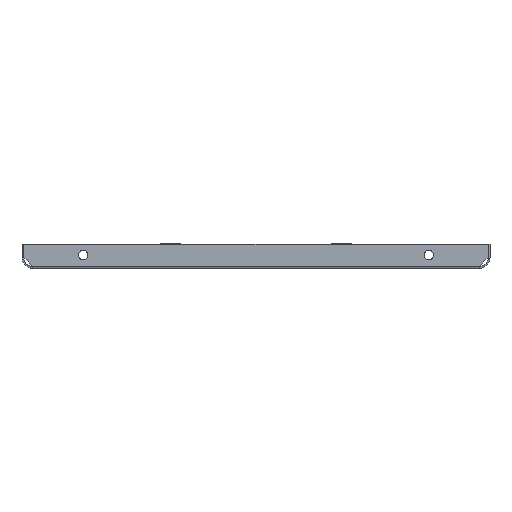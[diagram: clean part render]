
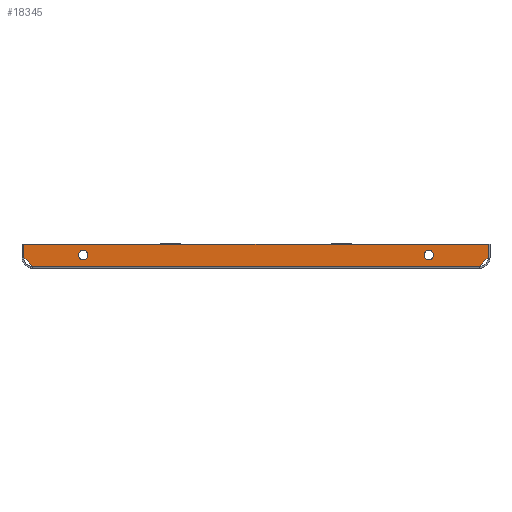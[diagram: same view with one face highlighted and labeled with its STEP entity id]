
A CAD part, front view. The second image highlights one B-rep face of the part: STEP entity #18345.
In plain terms, the highlighted planar face has unit normal (0, -1, 0).
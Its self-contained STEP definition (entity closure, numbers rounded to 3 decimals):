
#2322 = FACE_BOUND ( 'NONE', #27567, .T. ) ;
#2324 = FACE_BOUND ( 'NONE', #27565, .T. ) ;
#2329 = FACE_OUTER_BOUND ( 'NONE', #27560, .T. ) ;
#4586 = VECTOR ( 'NONE', #12991, 1000. ) ;
#4587 = LINE ( 'NONE', #12992, #4586 ) ;
#4599 = LINE ( 'NONE', #13002, #4602 ) ;
#4602 = VECTOR ( 'NONE', #12999, 1000. ) ;
#4618 = VECTOR ( 'NONE', #13084, 1000. ) ;
#4620 = LINE ( 'NONE', #13085, #4618 ) ;
#4797 = VECTOR ( 'NONE', #20336, 1000. ) ;
#4798 = LINE ( 'NONE', #20342, #4797 ) ;
#4809 = VECTOR ( 'NONE', #20364, 1000. ) ;
#4813 = LINE ( 'NONE', #20376, #4809 ) ;
#4818 = VECTOR ( 'NONE', #20374, 1000. ) ;
#4825 = LINE ( 'NONE', #20375, #4818 ) ;
#4862 = CIRCLE ( 'NONE', #15869, 4. ) ;
#4970 = VERTEX_POINT ( 'NONE', #9097 ) ;
#4978 = EDGE_CURVE ( 'NONE', #16714, #9338, #13449, .T. ) ;
#4979 = EDGE_CURVE ( 'NONE', #9557, #4970, #13448, .T. ) ;
#5050 = EDGE_CURVE ( 'NONE', #4970, #9557, #13402, .T. ) ;
#5269 = EDGE_CURVE ( 'NONE', #9338, #16714, #4862, .T. ) ;
#5382 = EDGE_CURVE ( 'NONE', #9571, #8330, #4825, .T. ) ;
#5386 = EDGE_CURVE ( 'NONE', #9548, #9556, #4813, .T. ) ;
#5394 = EDGE_CURVE ( 'NONE', #9548, #9562, #4798, .T. ) ;
#5644 = EDGE_CURVE ( 'NONE', #9571, #9584, #4620, .T. ) ;
#5665 = EDGE_CURVE ( 'NONE', #8330, #9562, #4599, .T. ) ;
#5668 = EDGE_CURVE ( 'NONE', #9584, #9556, #4587, .T. ) ;
#6010 = AXIS2_PLACEMENT_3D ( 'NONE', #7249, #7239, #7236 ) ;
#7236 = DIRECTION ( 'NONE',  ( 0., 0., 1. ) ) ;
#7239 = DIRECTION ( 'NONE',  ( 0., 1., 0. ) ) ;
#7240 = PLANE ( 'NONE',  #6010 ) ;
#7249 = CARTESIAN_POINT ( 'NONE',  ( -195.5, -777.5, 20. ) ) ;
#8330 = VERTEX_POINT ( 'NONE', #12916 ) ;
#8688 = DIRECTION ( 'NONE',  ( 0., 0., 1. ) ) ;
#8689 = DIRECTION ( 'NONE',  ( 0., -1., 0. ) ) ;
#8694 = CARTESIAN_POINT ( 'NONE',  ( -145.5, -777.5, 11. ) ) ;
#9062 = DIRECTION ( 'NONE',  ( 0., 0., 1. ) ) ;
#9063 = DIRECTION ( 'NONE',  ( 0., -1., 0. ) ) ;
#9065 = CARTESIAN_POINT ( 'NONE',  ( -145.5, -777.5, 11. ) ) ;
#9066 = DIRECTION ( 'NONE',  ( 0., 0., 1. ) ) ;
#9067 = DIRECTION ( 'NONE',  ( 0., 1., 0. ) ) ;
#9085 = CARTESIAN_POINT ( 'NONE',  ( 145.5, -777.5, 11. ) ) ;
#9097 = CARTESIAN_POINT ( 'NONE',  ( -145.5, -777.5, 15. ) ) ;
#9338 = VERTEX_POINT ( 'NONE', #12625 ) ;
#9548 = VERTEX_POINT ( 'NONE', #12404 ) ;
#9556 = VERTEX_POINT ( 'NONE', #12396 ) ;
#9557 = VERTEX_POINT ( 'NONE', #12395 ) ;
#9562 = VERTEX_POINT ( 'NONE', #12390 ) ;
#9571 = VERTEX_POINT ( 'NONE', #12382 ) ;
#9584 = VERTEX_POINT ( 'NONE', #12367 ) ;
#10940 = CARTESIAN_POINT ( 'NONE',  ( 145.5, -777.5, 15. ) ) ;
#12367 = CARTESIAN_POINT ( 'NONE',  ( 188.016, -777.5, 1.51 ) ) ;
#12382 = CARTESIAN_POINT ( 'NONE',  ( 195.4, -777.5, 8.9 ) ) ;
#12390 = CARTESIAN_POINT ( 'NONE',  ( -195.4, -777.5, 20. ) ) ;
#12395 = CARTESIAN_POINT ( 'NONE',  ( -145.5, -777.5, 7. ) ) ;
#12396 = CARTESIAN_POINT ( 'NONE',  ( -188.016, -777.5, 1.51 ) ) ;
#12404 = CARTESIAN_POINT ( 'NONE',  ( -195.4, -777.5, 8.9 ) ) ;
#12625 = CARTESIAN_POINT ( 'NONE',  ( 145.5, -777.5, 7. ) ) ;
#12916 = CARTESIAN_POINT ( 'NONE',  ( 195.4, -777.5, 20. ) ) ;
#12991 = DIRECTION ( 'NONE',  ( -1., 0., 0. ) ) ;
#12992 = CARTESIAN_POINT ( 'NONE',  ( -195.5, -777.5, 1.51 ) ) ;
#12999 = DIRECTION ( 'NONE',  ( -1., 0., 0. ) ) ;
#13002 = CARTESIAN_POINT ( 'NONE',  ( -195.5, -777.5, 20. ) ) ;
#13084 = DIRECTION ( 'NONE',  ( -0.707, 0., -0.707 ) ) ;
#13085 = CARTESIAN_POINT ( 'NONE',  ( 5.649, -777.5, -180.996 ) ) ;
#13402 = CIRCLE ( 'NONE', #15894, 4. ) ;
#13448 = CIRCLE ( 'NONE', #15911, 4. ) ;
#13449 = CIRCLE ( 'NONE', #15912, 4. ) ;
#15869 = AXIS2_PLACEMENT_3D ( 'NONE', #23608, #23594, #23592 ) ;
#15894 = AXIS2_PLACEMENT_3D ( 'NONE', #8694, #8689, #8688 ) ;
#15911 = AXIS2_PLACEMENT_3D ( 'NONE', #9065, #9063, #9062 ) ;
#15912 = AXIS2_PLACEMENT_3D ( 'NONE', #9085, #9067, #9066 ) ;
#16714 = VERTEX_POINT ( 'NONE', #10940 ) ;
#18345 = ADVANCED_FACE ( 'NONE', ( #2329, #2324, #2322 ), #7240, .F. ) ;
#20336 = DIRECTION ( 'NONE',  ( 0., 0., 1. ) ) ;
#20342 = CARTESIAN_POINT ( 'NONE',  ( -195.4, -777.5, 1.51 ) ) ;
#20364 = DIRECTION ( 'NONE',  ( 0.707, 0., -0.707 ) ) ;
#20374 = DIRECTION ( 'NONE',  ( 0., 0., 1. ) ) ;
#20375 = CARTESIAN_POINT ( 'NONE',  ( 195.4, -777.5, 1.51 ) ) ;
#20376 = CARTESIAN_POINT ( 'NONE',  ( -201., -777.5, 14.504 ) ) ;
#20717 = ORIENTED_EDGE ( 'NONE', *, *, #5386, .T. ) ;
#20720 = ORIENTED_EDGE ( 'NONE', *, *, #5644, .F. ) ;
#20724 = ORIENTED_EDGE ( 'NONE', *, *, #5668, .F. ) ;
#20735 = ORIENTED_EDGE ( 'NONE', *, *, #5394, .F. ) ;
#20737 = ORIENTED_EDGE ( 'NONE', *, *, #5050, .F. ) ;
#20741 = ORIENTED_EDGE ( 'NONE', *, *, #4979, .F. ) ;
#20745 = ORIENTED_EDGE ( 'NONE', *, *, #5665, .T. ) ;
#20751 = ORIENTED_EDGE ( 'NONE', *, *, #5269, .T. ) ;
#20760 = ORIENTED_EDGE ( 'NONE', *, *, #4978, .T. ) ;
#20762 = ORIENTED_EDGE ( 'NONE', *, *, #5382, .T. ) ;
#23592 = DIRECTION ( 'NONE',  ( 0., 0., 1. ) ) ;
#23594 = DIRECTION ( 'NONE',  ( 0., 1., 0. ) ) ;
#23608 = CARTESIAN_POINT ( 'NONE',  ( 145.5, -777.5, 11. ) ) ;
#27560 = EDGE_LOOP ( 'NONE', ( #20735, #20717, #20724, #20720, #20762, #20745 ) ) ;
#27565 = EDGE_LOOP ( 'NONE', ( #20760, #20751 ) ) ;
#27567 = EDGE_LOOP ( 'NONE', ( #20737, #20741 ) ) ;
